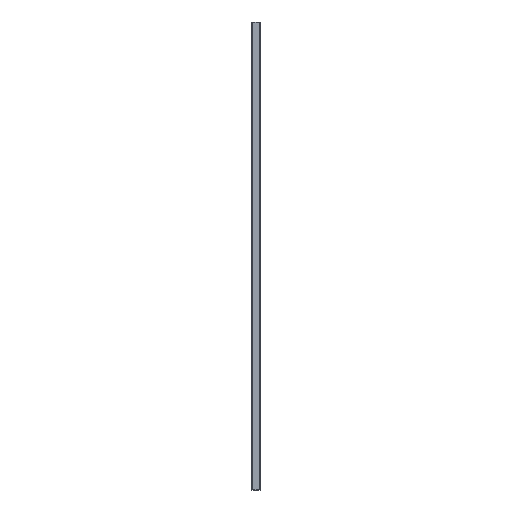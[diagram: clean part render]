
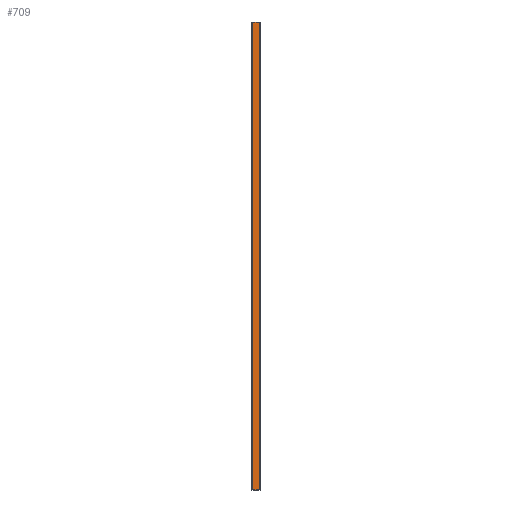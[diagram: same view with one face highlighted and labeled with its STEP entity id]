
A CAD part, top view. The second image highlights one B-rep face of the part: STEP entity #709.
In plain terms, the highlighted planar face has unit normal (0, 0, 1).
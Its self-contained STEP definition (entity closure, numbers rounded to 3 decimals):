
#709=ADVANCED_FACE('',(#1439),#1440,.T.);
#1439=FACE_OUTER_BOUND('',#2183,.T.);
#1440=PLANE('',#2184);
#2183=EDGE_LOOP('',(#4431,#4432,#4433,#4434));
#2184=AXIS2_PLACEMENT_3D('',#4435,#4436,#4437);
#4431=ORIENTED_EDGE('',*,*,#5164,.T.);
#4432=ORIENTED_EDGE('',*,*,#5517,.F.);
#4433=ORIENTED_EDGE('',*,*,#5028,.F.);
#4434=ORIENTED_EDGE('',*,*,#5515,.T.);
#4435=CARTESIAN_POINT('',(0.0,1150.0,22.));
#4436=DIRECTION('',(0.0,0.0,1.0));
#4437=DIRECTION('',(-1.0,0.0,-0.0));
#5028=EDGE_CURVE('',#6236,#6238,#6239,.T.);
#5164=EDGE_CURVE('',#6465,#6463,#6466,.T.);
#5515=EDGE_CURVE('',#6236,#6465,#6912,.T.);
#5517=EDGE_CURVE('',#6238,#6463,#6914,.T.);
#6236=VERTEX_POINT('',#7833);
#6238=VERTEX_POINT('',#7836);
#6239=LINE('',#7837,#7838);
#6463=VERTEX_POINT('',#8150);
#6465=VERTEX_POINT('',#8153);
#6466=LINE('',#8154,#8155);
#6912=LINE('',#8709,#8710);
#6914=LINE('',#8712,#8713);
#7833=CARTESIAN_POINT('',(-8.3,1150.0,22.));
#7836=CARTESIAN_POINT('',(8.3,1150.0,22.));
#7837=CARTESIAN_POINT('',(-8.3,1150.0,22.));
#7838=VECTOR('',#9356,1.0);
#8150=CARTESIAN_POINT('',(8.3,0.0,22.));
#8153=CARTESIAN_POINT('',(-8.3,0.0,22.));
#8154=CARTESIAN_POINT('',(-8.3,0.0,22.));
#8155=VECTOR('',#9512,1.0);
#8709=CARTESIAN_POINT('',(-8.3,1150.0,22.));
#8710=VECTOR('',#9996,1.0);
#8712=CARTESIAN_POINT('',(8.3,1150.0,22.));
#8713=VECTOR('',#9997,1.0);
#9356=DIRECTION('',(1.0,0.0,0.0));
#9512=DIRECTION('',(1.0,0.0,0.0));
#9996=DIRECTION('',(0.0,-1.0,0.0));
#9997=DIRECTION('',(0.0,-1.0,0.0));
